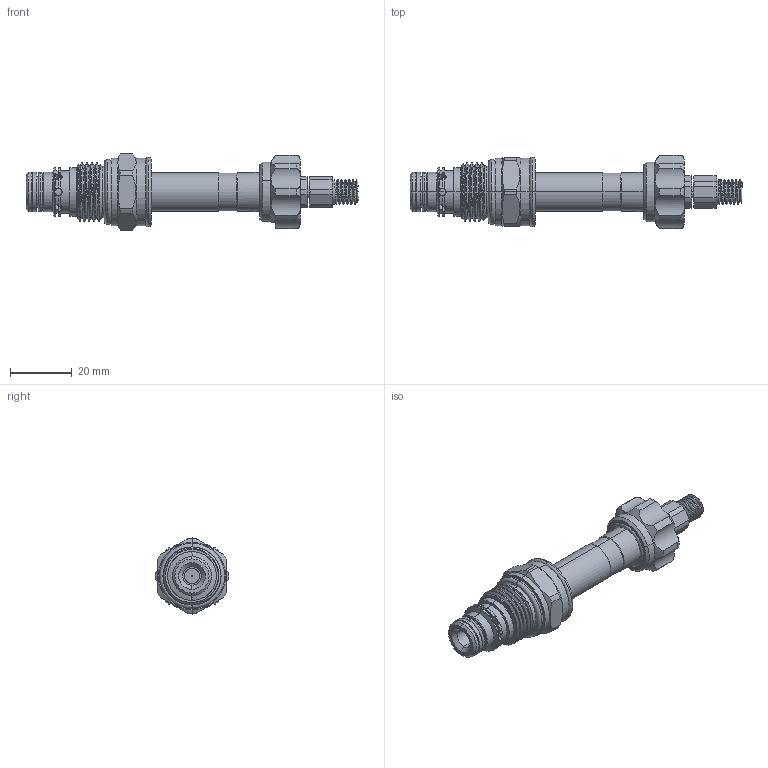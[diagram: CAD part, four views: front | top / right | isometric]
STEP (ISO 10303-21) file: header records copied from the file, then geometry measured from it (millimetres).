
FILE_DESCRIPTION (( 'STEP AP203' ), '1' );
FILE_NAME ('PEP08W2A-L0220.STEP', '2016-07-25T03:44:52', ( '' ), ( '' ), 'SwSTEP 2.0', 'SolidWorks 2012', '' );
FILE_SCHEMA (( 'CONFIG_CONTROL_DESIGN' ));
Length unit declared in the file: millimetre
Products named in the file (1): PEP08W2A-L0220
Bounding box: 107.65 x 23.79 x 24.65 mm (x, y, z)
Volume: 20026.8 mm3; surface area: 9583.4 mm2
Topology: 7 solids, 9 shells, 426 faces, 1099 edges, 696 vertices
Faces by surface type: cylinder 187, plane 102, cone 76, torus 34, bspline 27
Entity records: 21026 total; most frequent: CARTESIAN_POINT 11066, ORIENTED_EDGE 2194, DIRECTION 1965, EDGE_CURVE 1097, AXIS2_PLACEMENT_3D 806, VERTEX_POINT 696, EDGE_LOOP 455, ADVANCED_FACE 426
